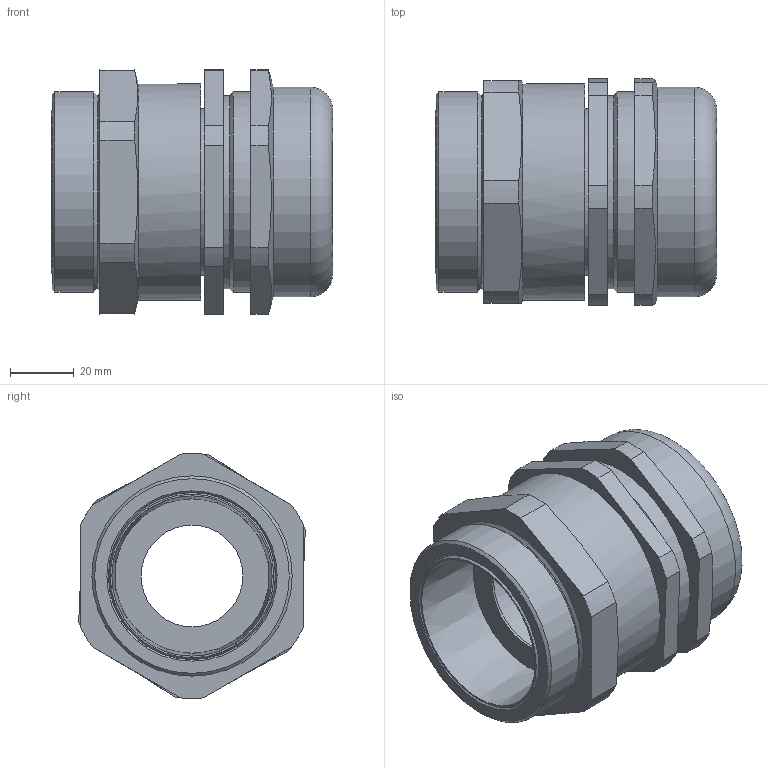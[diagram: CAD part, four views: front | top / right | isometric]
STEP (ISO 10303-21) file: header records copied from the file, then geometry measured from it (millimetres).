
FILE_DESCRIPTION (( 'STEP AP203' ), '1' );
FILE_NAME ('63SPXSS2KREX1RA.STEP', '2019-12-05T13:54:07', ( '' ), ( '' ), 'SwSTEP 2.0', 'SolidWorks 2017', '' );
FILE_SCHEMA (( 'CONFIG_CONTROL_DESIGN' ));
Length unit declared in the file: millimetre
Products named in the file (1): 63SPXSS2KREX1RA
Bounding box: 88.4 x 71.26 x 77 mm (x, y, z)
Surface area: 52266.8 mm2 (no closed solid volume)
Topology: 0 solids, 16 shells, 96 faces, 424 edges, 344 vertices
Faces by surface type: plane 39, cylinder 33, cone 13, bspline 10, torus 1
Full cylindrical faces by diameter (mm): 32 x1, 48.5 x1, 50 x1, 50.2 x1, 50.5 x1, 50.6 x1, 52.4 x1, 52.55 x1, 60.718 x1, 60.8 x1, 61.2 x1, 63 x2, 66 x1, 68 x1
Entity records: 6479 total; most frequent: CARTESIAN_POINT 3398, ORIENTED_EDGE 541, DIRECTION 497, EDGE_CURVE 390, VERTEX_POINT 339, AXIS2_PLACEMENT_3D 169, VECTOR 159, LINE 159
